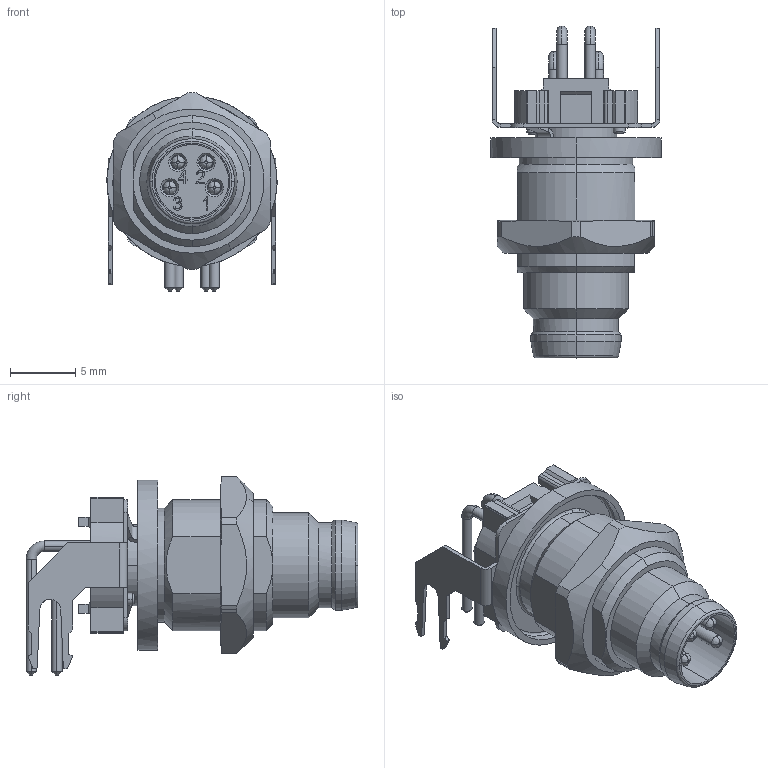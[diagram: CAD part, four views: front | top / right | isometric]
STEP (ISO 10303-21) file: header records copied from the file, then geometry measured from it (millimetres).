
FILE_DESCRIPTION(('CATIA V5 STEP Exchange','CAx-IF Rec.Pracs.--- Model Styling and Organization---1.5--- 2016-08-15','CAx-IF Rec.Pracs.---Supplemental Geometry---1.0---2011-11-01','CAx-IF Rec.Pracs.--- Composite Materials ---1.1---2010-07-15'),'2;1');
FILE_NAME ('030373-1_0', '2025-04-04T13:12:36+00:00', ('none'), ('Weidmueller'), 'CATIA Version 5-6 Release 2022 SP4 HF5', 'CATIA V5 STEP AP214 v3', 'none');
FILE_SCHEMA(('AUTOMOTIVE_DESIGN { 1 0 10303 214 1 1 1 1 }'));
Length unit declared in the file: millimetre
Products named in the file (1): 2424420000
Bounding box: 13 x 25.35 x 15.15 mm (x, y, z)
Volume: 1338.9 mm3; surface area: 1713.8 mm2
Topology: 1 solids, 1 shells, 518 faces, 1403 edges, 908 vertices
Faces by surface type: plane 231, cylinder 182, bspline 51, cone 40, torus 14
Entity records: 16439 total; most frequent: CARTESIAN_POINT 4524, ORIENTED_EDGE 2806, DIRECTION 1588, EDGE_CURVE 1403, VERTEX_POINT 908, VECTOR 749, LINE 749, AXIS2_PLACEMENT_3D 604
